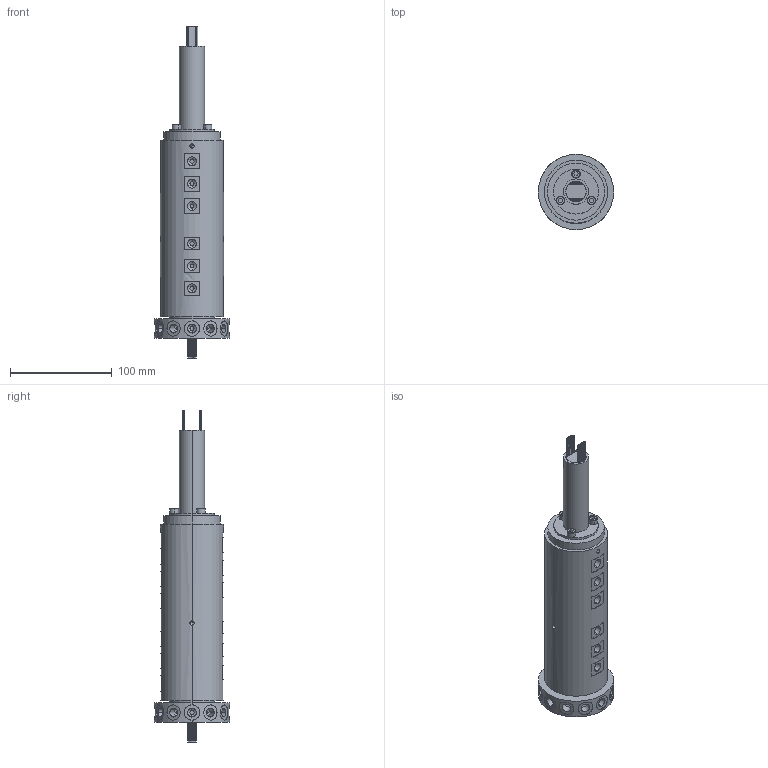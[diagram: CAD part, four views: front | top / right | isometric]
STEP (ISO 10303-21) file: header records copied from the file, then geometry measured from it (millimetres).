
FILE_DESCRIPTION(/* description */ (''),/* implementation_level */ '2;1');
FILE_NAME(/* name */ '',/* time_stamp */ '2020-07-13T16:51:27+08:00',/* author */ (''),/* organization */ (''),/* preprocessor_version */ 'ST-DEVELOPER v15',/* originating_system */ 'SIEMENS PLM Software NX 8.5',/* authorisation */ '');
FILE_SCHEMA (('AUTOMOTIVE_DESIGN { 1 0 10303 214 3 1 1 1 }'));
Length unit declared in the file: millimetre
Products named in the file (1): RK121S-S56_step
Bounding box: 74 x 74 x 326.7 mm (x, y, z)
Volume: 652727.1 mm3; surface area: 76332.3 mm2
Topology: 1 solids, 1 shells, 700 faces, 1462 edges, 918 vertices
Faces by surface type: cylinder 400, plane 222, cone 78
Entity records: 19076 total; most frequent: DIRECTION 3578, CARTESIAN_POINT 3565, ORIENTED_EDGE 2876, AXIS2_PLACEMENT_3D 1491, EDGE_CURVE 1438, VERTEX_POINT 918, EDGE_LOOP 882, CIRCLE 790
